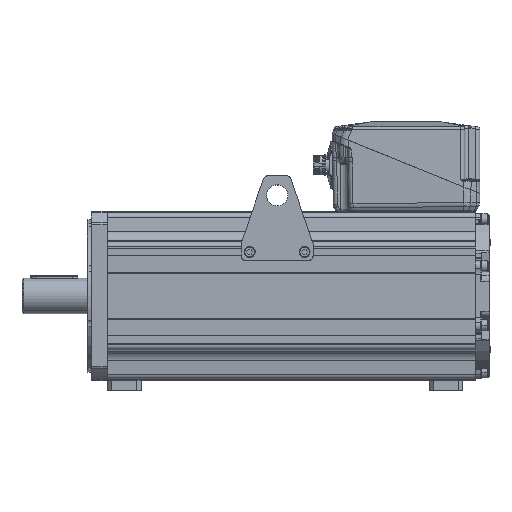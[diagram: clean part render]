
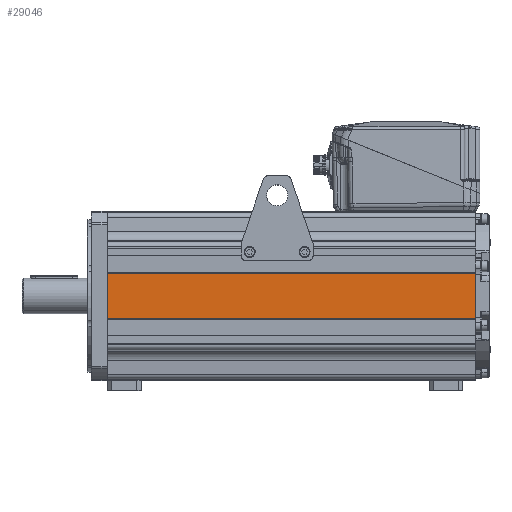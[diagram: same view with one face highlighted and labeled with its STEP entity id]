
A CAD part, top view. The second image highlights one B-rep face of the part: STEP entity #29046.
In plain terms, the highlighted planar face has unit normal (0, 0, 1).
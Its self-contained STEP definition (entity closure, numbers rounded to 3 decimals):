
#26114=DIRECTION('',(-1.,0.,0.));
#26115=VECTOR('',#26114,436.);
#26116=CARTESIAN_POINT('',(537.,27.,95.5));
#26117=LINE('',#26116,#26115);
#26122=DIRECTION('',(0.,1.,0.));
#26123=VECTOR('',#26122,54.);
#26124=CARTESIAN_POINT('',(101.,-27.,95.5));
#26125=LINE('',#26124,#26123);
#26126=DIRECTION('',(0.,-1.,0.));
#26127=VECTOR('',#26126,54.);
#26128=CARTESIAN_POINT('',(537.,27.,95.5));
#26129=LINE('',#26128,#26127);
#26130=DIRECTION('',(-1.,0.,0.));
#26131=VECTOR('',#26130,436.);
#26132=CARTESIAN_POINT('',(537.,-27.,95.5));
#26133=LINE('',#26132,#26131);
#26262=CARTESIAN_POINT('',(537.,-27.,95.5));
#26263=CARTESIAN_POINT('',(101.,-27.,95.5));
#26264=VERTEX_POINT('',#26262);
#26265=VERTEX_POINT('',#26263);
#26398=CARTESIAN_POINT('',(101.,27.,95.5));
#26399=VERTEX_POINT('',#26398);
#26400=CARTESIAN_POINT('',(537.,27.,95.5));
#26401=VERTEX_POINT('',#26400);
#29033=CARTESIAN_POINT('',(537.,-27.,95.5));
#29034=DIRECTION('',(0.,0.,1.));
#29035=DIRECTION('',(0.,1.,0.));
#29036=AXIS2_PLACEMENT_3D('',#29033,#29034,#29035);
#29037=PLANE('',#29036);
#29039=ORIENTED_EDGE('',*,*,#29038,.T.);
#29040=ORIENTED_EDGE('',*,*,#29026,.F.);
#29041=ORIENTED_EDGE('',*,*,#26905,.T.);
#29043=ORIENTED_EDGE('',*,*,#29042,.T.);
#29044=EDGE_LOOP('',(#29039,#29040,#29041,#29043));
#29045=FACE_OUTER_BOUND('',#29044,.F.);
#29046=ADVANCED_FACE('',(#29045),#29037,.T.);
#26905=EDGE_CURVE('',#26401,#26264,#26129,.T.);
#29026=EDGE_CURVE('',#26401,#26399,#26117,.T.);
#29038=EDGE_CURVE('',#26265,#26399,#26125,.T.);
#29042=EDGE_CURVE('',#26264,#26265,#26133,.T.);
